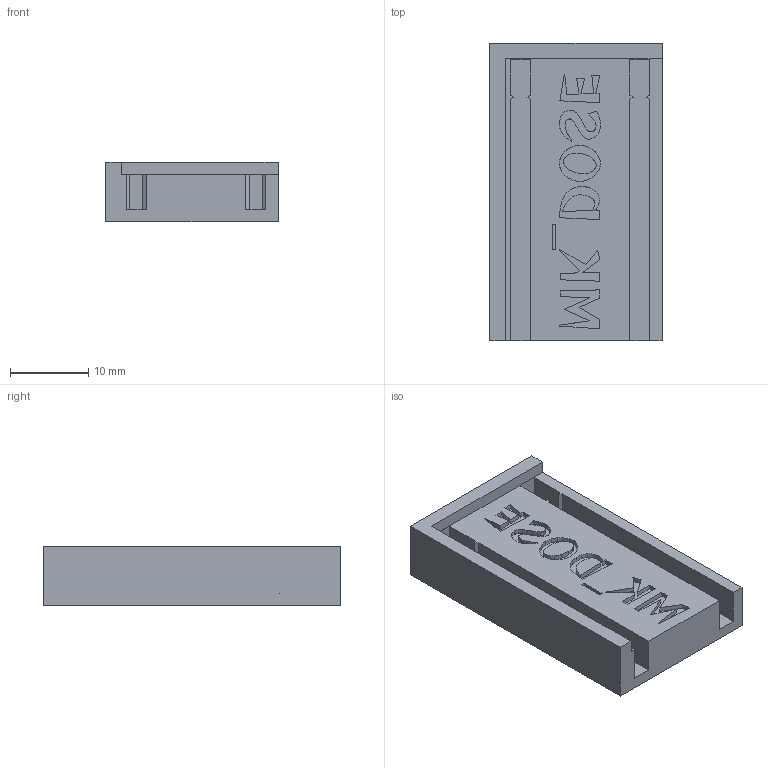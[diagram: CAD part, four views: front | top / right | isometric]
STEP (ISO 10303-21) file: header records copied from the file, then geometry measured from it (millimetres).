
FILE_DESCRIPTION(('FreeCAD Model'),'2;1');
FILE_NAME('Open CASCADE Shape Model','2025-08-12T17:04:52',(''),(''), 'Open CASCADE STEP processor 7.8','FreeCAD','Unknown');
FILE_SCHEMA(('AUTOMOTIVE_DESIGN { 1 0 10303 214 1 1 1 1 }'));
Length unit declared in the file: millimetre
Products named in the file (1): pin-headers-soldering-helper-left
Bounding box: 22 x 38 x 7.6 mm (x, y, z)
Volume: 4338.3 mm3; surface area: 3344.2 mm2
Topology: 1 solids, 1 shells, 176 faces, 495 edges, 330 vertices
Faces by surface type: plane 90, extrusion 86
Entity records: 5753 total; most frequent: CARTESIAN_POINT 1518, ORIENTED_EDGE 990, DIRECTION 591, EDGE_CURVE 495, VECTOR 409, VERTEX_POINT 330, LINE 323, B_SPLINE_CURVE_WITH_KNOTS 258
